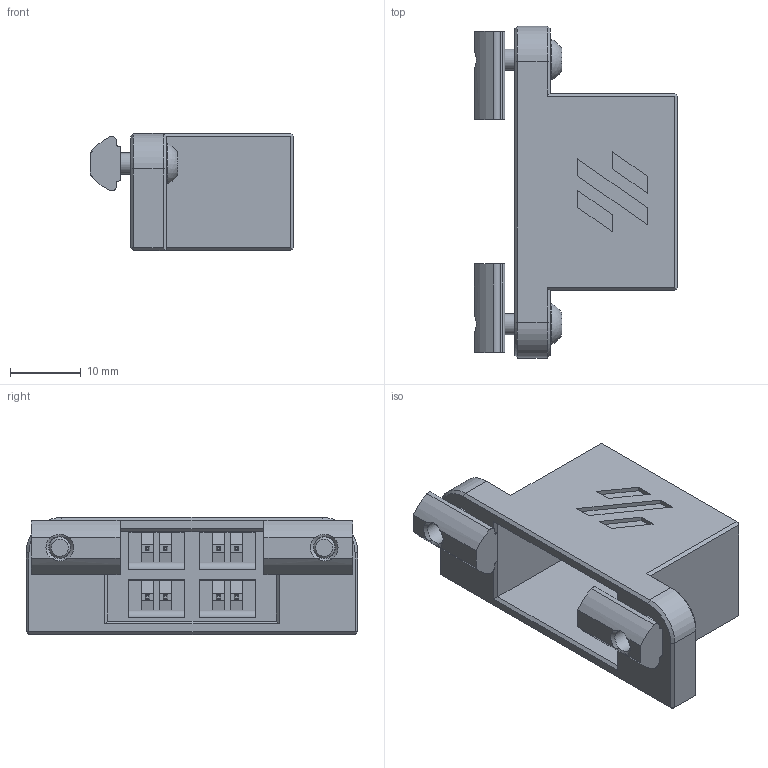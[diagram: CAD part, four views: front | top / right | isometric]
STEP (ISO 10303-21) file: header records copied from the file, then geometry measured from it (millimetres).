
FILE_DESCRIPTION(/* description */ (''),/* implementation_level */ '2;1');
FILE_NAME(/* name */ 'JST_4x.step',/* time_stamp */ '2025-05-01T09:30:44-05:00',/* author */ (''),/* organization */ (''),/* preprocessor_version */ 'ST-DEVELOPER v20.1',/* originating_system */ 'Autodesk Translation Framework v14.4.0.0',/* authorisation */ '');
FILE_SCHEMA (('AUTOMOTIVE_DESIGN { 1 0 10303 214 3 1 1 }'));
Length unit declared in the file: millimetre
Products named in the file (4): Wago JST bed assembly; CONNECTOR WHITE JST XH 2 PIN - 2,54 mm; M3x8 BHCS; M3 Roll-In T Nut
Assembly tree (8 placements, depth 2):
  Wago JST bed assembly
    CONNECTOR WHITE JST XH 2 PIN - 2,54 mm  x4
    M3x8 BHCS  x2
    M3 Roll-In T Nut  x2
Bounding box: 28.7 x 46.8 x 16.5 mm (x, y, z)
Volume: 7487.2 mm3; surface area: 8032.7 mm2
Topology: 9 solids, 9 shells, 999 faces, 2509 edges, 1566 vertices
Faces by surface type: plane 579, cylinder 242, bspline 152, cone 24, sphere 2
Full cylindrical faces by diameter (mm): 3 x2, 3.086 x2, 3.5 x2, 5.7 x2
Entity records: 12054 total; most frequent: CARTESIAN_POINT 3734, ORIENTED_EDGE 1750, DIRECTION 1569, EDGE_CURVE 875, LINE 649, VECTOR 649, VERTEX_POINT 545, AXIS2_PLACEMENT_3D 460
